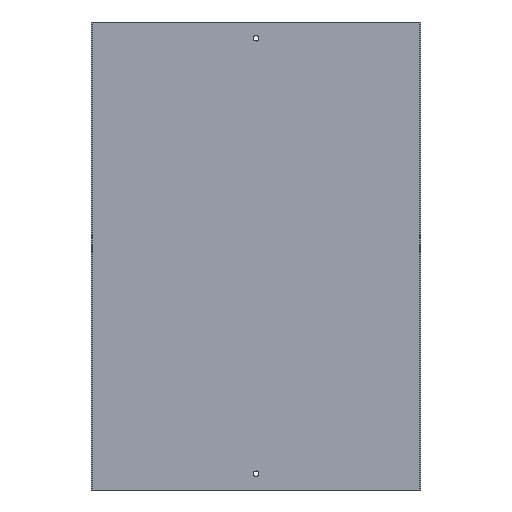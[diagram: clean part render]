
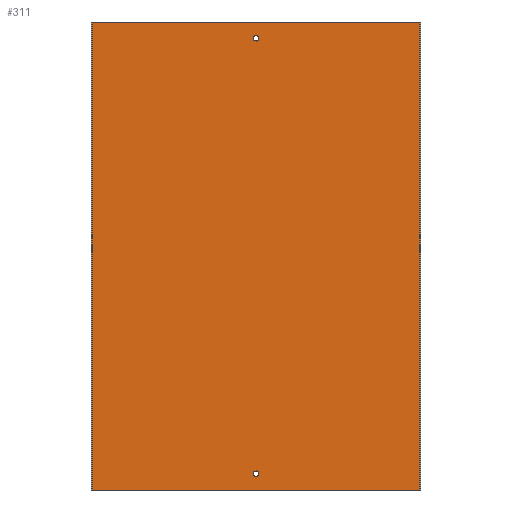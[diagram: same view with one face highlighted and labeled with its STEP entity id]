
A CAD part, front view. The second image highlights one B-rep face of the part: STEP entity #311.
In plain terms, the highlighted planar face has unit normal (0, -1, 0).
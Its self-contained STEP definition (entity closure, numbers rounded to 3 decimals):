
#16 = EDGE_LOOP ( 'NONE', ( #151 ) ) ;
#19 = EDGE_LOOP ( 'NONE', ( #146 ) ) ;
#22 = EDGE_LOOP ( 'NONE', ( #201, #155, #194, #156 ) ) ;
#32 = VERTEX_POINT ( 'NONE', #427 ) ;
#73 = VERTEX_POINT ( 'NONE', #245 ) ;
#74 = VERTEX_POINT ( 'NONE', #251 ) ;
#79 = FACE_BOUND ( 'NONE', #19, .T. ) ;
#81 = FACE_OUTER_BOUND ( 'NONE', #22, .T. ) ;
#83 = FACE_BOUND ( 'NONE', #16, .T. ) ;
#86 = VECTOR ( 'NONE', #357, 1000. ) ;
#92 = VECTOR ( 'NONE', #365, 1000. ) ;
#93 = VECTOR ( 'NONE', #362, 1000. ) ;
#94 = CIRCLE ( 'NONE', #299, 2.5 ) ;
#95 = LINE ( 'NONE', #379, #93 ) ;
#96 = LINE ( 'NONE', #384, #92 ) ;
#98 = CIRCLE ( 'NONE', #215, 2.5 ) ;
#99 = VECTOR ( 'NONE', #382, 1000. ) ;
#100 = LINE ( 'NONE', #363, #86 ) ;
#102 = LINE ( 'NONE', #386, #99 ) ;
#141 = VERTEX_POINT ( 'NONE', #395 ) ;
#142 = VERTEX_POINT ( 'NONE', #392 ) ;
#144 = VERTEX_POINT ( 'NONE', #387 ) ;
#146 = ORIENTED_EDGE ( 'NONE', *, *, #292, .F. ) ;
#151 = ORIENTED_EDGE ( 'NONE', *, *, #291, .F. ) ;
#155 = ORIENTED_EDGE ( 'NONE', *, *, #297, .F. ) ;
#156 = ORIENTED_EDGE ( 'NONE', *, *, #289, .T. ) ;
#194 = ORIENTED_EDGE ( 'NONE', *, *, #294, .F. ) ;
#201 = ORIENTED_EDGE ( 'NONE', *, *, #293, .T. ) ;
#215 = AXIS2_PLACEMENT_3D ( 'NONE', #377, #375, #374 ) ;
#245 = CARTESIAN_POINT ( 'NONE',  ( 0., 0., 17.5 ) ) ;
#251 = CARTESIAN_POINT ( 'NONE',  ( 0., 0., 418.5 ) ) ;
#285 = AXIS2_PLACEMENT_3D ( 'NONE', #341, #351, #333 ) ;
#289 = EDGE_CURVE ( 'NONE', #141, #142, #102, .T. ) ;
#291 = EDGE_CURVE ( 'NONE', #74, #74, #98, .T. ) ;
#292 = EDGE_CURVE ( 'NONE', #73, #73, #94, .T. ) ;
#293 = EDGE_CURVE ( 'NONE', #142, #32, #96, .T. ) ;
#294 = EDGE_CURVE ( 'NONE', #141, #144, #95, .T. ) ;
#297 = EDGE_CURVE ( 'NONE', #144, #32, #100, .T. ) ;
#299 = AXIS2_PLACEMENT_3D ( 'NONE', #370, #369, #368 ) ;
#311 = ADVANCED_FACE ( 'NONE', ( #83, #79, #81 ), #338, .F. ) ;
#333 = DIRECTION ( 'NONE',  ( 0., 0., 1. ) ) ;
#338 = PLANE ( 'NONE',  #285 ) ;
#341 = CARTESIAN_POINT ( 'NONE',  ( -151., 0., 431. ) ) ;
#351 = DIRECTION ( 'NONE',  ( 0., 1., 0. ) ) ;
#357 = DIRECTION ( 'NONE',  ( 0., 0., -1. ) ) ;
#362 = DIRECTION ( 'NONE',  ( 1., 0., 0. ) ) ;
#363 = CARTESIAN_POINT ( 'NONE',  ( 151., 0., 431. ) ) ;
#365 = DIRECTION ( 'NONE',  ( 1., 0., 0. ) ) ;
#368 = DIRECTION ( 'NONE',  ( 0., 0., 1. ) ) ;
#369 = DIRECTION ( 'NONE',  ( 0., -1., 0. ) ) ;
#370 = CARTESIAN_POINT ( 'NONE',  ( 0., 0., 15. ) ) ;
#374 = DIRECTION ( 'NONE',  ( 0., 0., 1. ) ) ;
#375 = DIRECTION ( 'NONE',  ( 0., -1., 0. ) ) ;
#377 = CARTESIAN_POINT ( 'NONE',  ( 0., 0., 416. ) ) ;
#379 = CARTESIAN_POINT ( 'NONE',  ( -151., 0., 431. ) ) ;
#382 = DIRECTION ( 'NONE',  ( 0., 0., -1. ) ) ;
#384 = CARTESIAN_POINT ( 'NONE',  ( -151., 0., 0. ) ) ;
#386 = CARTESIAN_POINT ( 'NONE',  ( -151., 0., 431. ) ) ;
#387 = CARTESIAN_POINT ( 'NONE',  ( 151., 0., 431. ) ) ;
#392 = CARTESIAN_POINT ( 'NONE',  ( -151., 0., 0. ) ) ;
#395 = CARTESIAN_POINT ( 'NONE',  ( -151., 0., 431. ) ) ;
#427 = CARTESIAN_POINT ( 'NONE',  ( 151., 0., 0. ) ) ;
